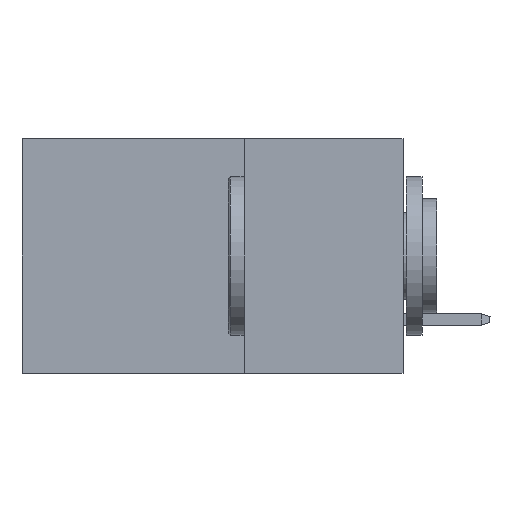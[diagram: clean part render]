
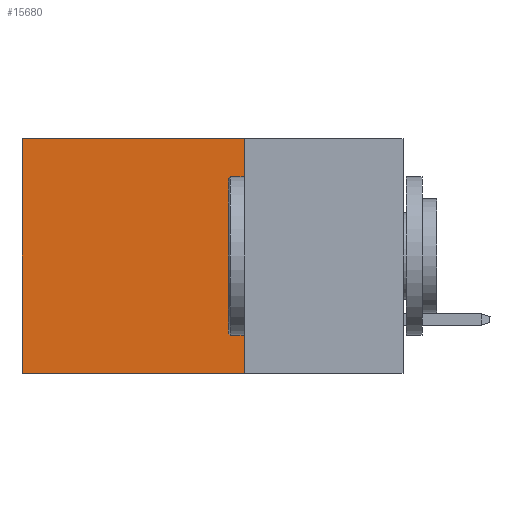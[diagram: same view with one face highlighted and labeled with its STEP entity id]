
A CAD part, left-side view. The second image highlights one B-rep face of the part: STEP entity #15680.
In plain terms, the highlighted planar face has unit normal (-1, 0, 0).
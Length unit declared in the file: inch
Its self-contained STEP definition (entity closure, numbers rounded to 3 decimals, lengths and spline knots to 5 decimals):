
#2984 = ORIENTED_EDGE ( 'NONE', *, *, #9011, .F. ) ;
#3496 = CARTESIAN_POINT ( 'NONE',  ( 0.2875, 0.25, -0.37 ) ) ;
#3531 = EDGE_CURVE ( 'NONE', #19672, #17069, #37229, .T. ) ;
#3737 = LINE ( 'NONE', #3496, #22032 ) ;
#4541 = EDGE_CURVE ( 'NONE', #19672, #20975, #10242, .T. ) ;
#5549 = FACE_OUTER_BOUND ( 'NONE', #22551, .T. ) ;
#5571 = DIRECTION ( 'NONE',  ( 0., 0., -1. ) ) ;
#9011 = EDGE_CURVE ( 'NONE', #17069, #36491, #3737, .T. ) ;
#9681 = CARTESIAN_POINT ( 'NONE',  ( 0.2875, 0.25, 0. ) ) ;
#9985 = DIRECTION ( 'NONE',  ( 0., 0., -1. ) ) ;
#10242 = LINE ( 'NONE', #14261, #19409 ) ;
#14261 = CARTESIAN_POINT ( 'NONE',  ( 0.2875, 0.25, 0. ) ) ;
#15549 = DIRECTION ( 'NONE',  ( 0., 1., 0. ) ) ;
#15680 = ADVANCED_FACE ( 'NONE', ( #5549 ), #17369, .F. ) ;
#16684 = EDGE_CURVE ( 'NONE', #20975, #36491, #37355, .T. ) ;
#17069 = VERTEX_POINT ( 'NONE', #23999 ) ;
#17369 = PLANE ( 'NONE',  #20177 ) ;
#18028 = CARTESIAN_POINT ( 'NONE',  ( 0.2875, 0.6, 0. ) ) ;
#19409 = VECTOR ( 'NONE', #21793, 39.37008 ) ;
#19672 = VERTEX_POINT ( 'NONE', #9681 ) ;
#20177 = AXIS2_PLACEMENT_3D ( 'NONE', #25651, #26165, #49007 ) ;
#20975 = VERTEX_POINT ( 'NONE', #38852 ) ;
#21793 = DIRECTION ( 'NONE',  ( 0., 1., 0. ) ) ;
#21834 = VECTOR ( 'NONE', #9985, 39.37008 ) ;
#22032 = VECTOR ( 'NONE', #15549, 39.37008 ) ;
#22551 = EDGE_LOOP ( 'NONE', ( #37223, #2984, #38508, #39422 ) ) ;
#23999 = CARTESIAN_POINT ( 'NONE',  ( 0.2875, 0.25, -0.37 ) ) ;
#25651 = CARTESIAN_POINT ( 'NONE',  ( 0.2875, 0.25, 0. ) ) ;
#26165 = DIRECTION ( 'NONE',  ( 1., 0., 0. ) ) ;
#26599 = CARTESIAN_POINT ( 'NONE',  ( 0.2875, 0.6, -0.37 ) ) ;
#36219 = CARTESIAN_POINT ( 'NONE',  ( 0.2875, 0.25, 0. ) ) ;
#36491 = VERTEX_POINT ( 'NONE', #26599 ) ;
#37223 = ORIENTED_EDGE ( 'NONE', *, *, #16684, .T. ) ;
#37229 = LINE ( 'NONE', #36219, #38578 ) ;
#37355 = LINE ( 'NONE', #18028, #21834 ) ;
#38508 = ORIENTED_EDGE ( 'NONE', *, *, #3531, .F. ) ;
#38578 = VECTOR ( 'NONE', #5571, 39.37008 ) ;
#38852 = CARTESIAN_POINT ( 'NONE',  ( 0.2875, 0.6, 0. ) ) ;
#39422 = ORIENTED_EDGE ( 'NONE', *, *, #4541, .T. ) ;
#49007 = DIRECTION ( 'NONE',  ( 0., 0., -1. ) ) ;
